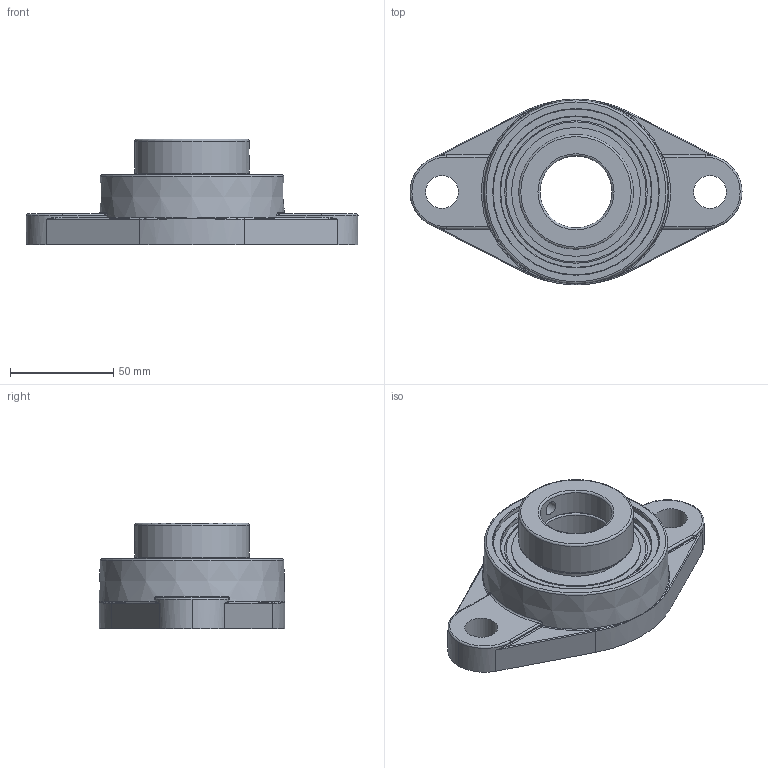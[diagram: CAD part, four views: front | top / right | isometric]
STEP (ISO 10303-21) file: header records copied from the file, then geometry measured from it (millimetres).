
FILE_DESCRIPTION(('HOOPS Exchange Step'),'2;1');
FILE_NAME('export-CABC328D-7E14-4AF7-9251-6984E56F04CE.stp','2020-05-15T11:54:26-07:00',('dkerr'),('Alibre'),'HOOPS Exchange 2020.0','Alibre','Unknown authorisation');
FILE_SCHEMA( ('AP242_MANAGED_MODEL_BASED_3D_ENGINEERING_MIM_LF {1 0 10303 442 1 1 4 }') );
Length unit declared in the file: inch
Products named in the file (8): MRN SFLM L4L 207; SNC 207 (Shield); SNC 207 (Ball Bearing); SNC 207 (Setscrew); SNC 207-22 L4L (1.375inch) (Race); SNC 207-22 (Collar); MRN SNC 207-22 L4L (1.375inch); MRN SNCFLM 207-22 L4L (1.375inch)
Assembly tree (8 placements, depth 3):
  MRN SNCFLM 207-22 L4L (1.375inch)
    MRN SFLM L4L 207
    MRN SNC 207-22 L4L (1.375inch)
      SNC 207 (Shield)  x2
      SNC 207 (Ball Bearing)
      SNC 207 (Setscrew)
      SNC 207-22 L4L (1.375inch) (Race)
      SNC 207-22 (Collar)
Bounding box: 161 x 90 x 51.3 mm (x, y, z)
Volume: 192325.5 mm3; surface area: 71125.6 mm2
Topology: 16 solids, 16 shells, 188 faces, 500 edges, 319 vertices
Faces by surface type: cylinder 52, plane 47, bspline 34, torus 30, cone 13, sphere 12
Full cylindrical faces by diameter (mm): 6.782 x3, 16 x2, 34.925 x2, 44.196 x2, 46.672 x2, 46.736 x2, 47.752 x2, 55.601 x1, 59.006 x2, 62.484 x2, 73.166 x1, 74.166 x1, 80.35 x1
Entity records: 11537 total; most frequent: CARTESIAN_POINT 6950, DIRECTION 941, ORIENTED_EDGE 902, EDGE_CURVE 451, AXIS2_PLACEMENT_3D 413, VERTEX_POINT 305, CIRCLE 238, EDGE_LOOP 202
